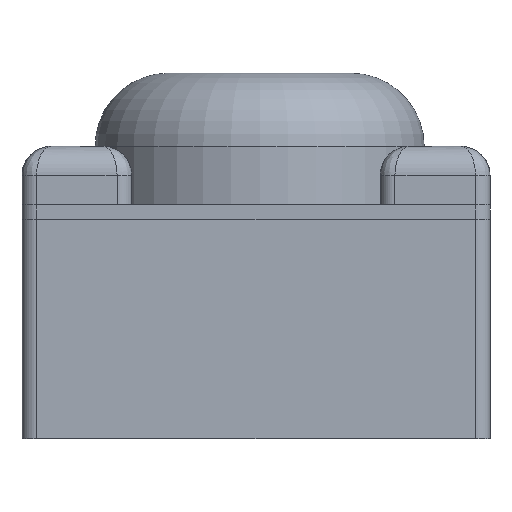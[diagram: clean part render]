
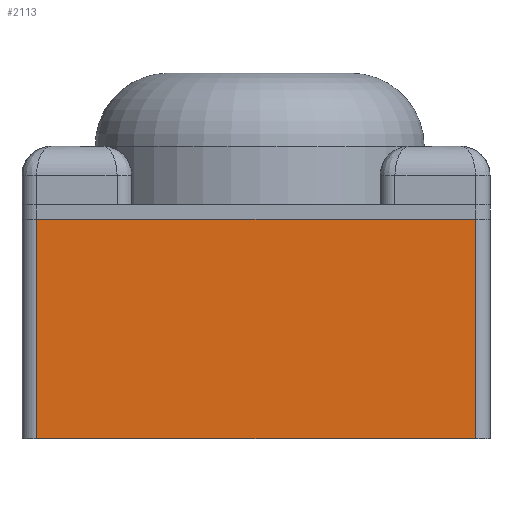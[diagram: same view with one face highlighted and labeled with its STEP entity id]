
A CAD part, front view. The second image highlights one B-rep face of the part: STEP entity #2113.
In plain terms, the highlighted planar face has unit normal (0, -1, 0).
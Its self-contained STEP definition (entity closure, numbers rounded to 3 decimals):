
#345=FACE_OUTER_BOUND('',#485,.T.);
#485=EDGE_LOOP('',(#1883,#1884,#1885,#1886));
#651=LINE('',#3907,#833);
#666=LINE('',#3951,#848);
#667=LINE('',#3955,#849);
#668=LINE('',#3956,#850);
#833=VECTOR('',#2941,10.);
#848=VECTOR('',#2980,10.);
#849=VECTOR('',#2985,10.);
#850=VECTOR('',#2986,10.);
#1016=VERTEX_POINT('',#3904);
#1017=VERTEX_POINT('',#3906);
#1034=VERTEX_POINT('',#3950);
#1035=VERTEX_POINT('',#3954);
#1300=EDGE_CURVE('',#1017,#1016,#651,.T.);
#1322=EDGE_CURVE('',#1017,#1034,#666,.T.);
#1324=EDGE_CURVE('',#1035,#1016,#667,.T.);
#1325=EDGE_CURVE('',#1034,#1035,#668,.T.);
#1883=ORIENTED_EDGE('',*,*,#1322,.F.);
#1884=ORIENTED_EDGE('',*,*,#1300,.T.);
#1885=ORIENTED_EDGE('',*,*,#1324,.F.);
#1886=ORIENTED_EDGE('',*,*,#1325,.F.);
#1983=PLANE('',#2360);
#2113=ADVANCED_FACE('',(#345),#1983,.T.);
#2360=AXIS2_PLACEMENT_3D('',#3953,#2983,#2984);
#2941=DIRECTION('',(-1.,0.,0.));
#2980=DIRECTION('',(0.,0.,-1.));
#2983=DIRECTION('center_axis',(0.,-1.,0.));
#2984=DIRECTION('ref_axis',(1.,0.,0.));
#2985=DIRECTION('',(0.,0.,1.));
#2986=DIRECTION('',(-1.,0.,0.));
#3904=CARTESIAN_POINT('',(-1.5,-4.25,1.5));
#3906=CARTESIAN_POINT('',(1.5,-4.25,1.5));
#3907=CARTESIAN_POINT('',(-0.8,-4.25,1.5));
#3950=CARTESIAN_POINT('',(1.5,-4.25,0.));
#3951=CARTESIAN_POINT('',(1.5,-4.25,0.));
#3953=CARTESIAN_POINT('Origin',(-1.6,-4.25,0.));
#3954=CARTESIAN_POINT('',(-1.5,-4.25,0.));
#3955=CARTESIAN_POINT('',(-1.5,-4.25,0.));
#3956=CARTESIAN_POINT('',(1.6,-4.25,0.));
